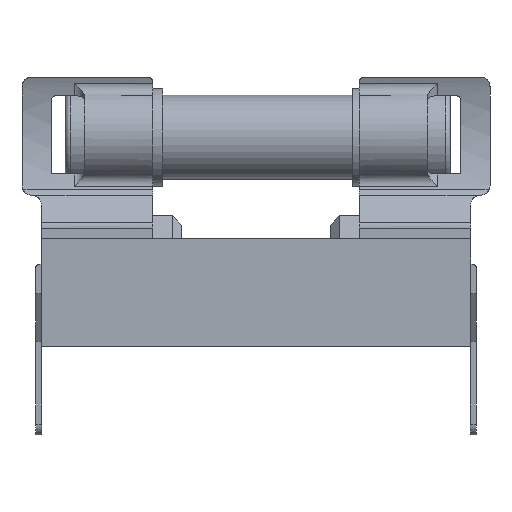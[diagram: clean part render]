
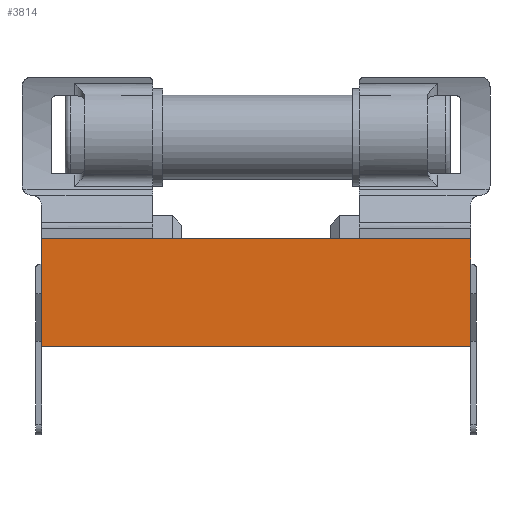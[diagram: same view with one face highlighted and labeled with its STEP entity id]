
A CAD part, front view. The second image highlights one B-rep face of the part: STEP entity #3814.
In plain terms, the highlighted planar face has unit normal (0, -1, 0).
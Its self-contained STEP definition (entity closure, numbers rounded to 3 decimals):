
#171=LINE('',#5593,#509);
#228=LINE('',#5708,#566);
#236=LINE('',#5723,#574);
#237=LINE('',#5724,#575);
#509=VECTOR('',#4449,10.);
#566=VECTOR('',#4546,10.);
#574=VECTOR('',#4556,10.);
#575=VECTOR('',#4557,10.);
#949=FACE_OUTER_BOUND('',#1160,.T.);
#1160=EDGE_LOOP('',(#2633,#2634,#2635,#2636));
#1516=VERTEX_POINT('',#5590);
#1517=VERTEX_POINT('',#5592);
#1554=VERTEX_POINT('',#5705);
#1555=VERTEX_POINT('',#5707);
#1912=EDGE_CURVE('',#1517,#1516,#171,.T.);
#1969=EDGE_CURVE('',#1554,#1555,#228,.T.);
#1977=EDGE_CURVE('',#1516,#1555,#236,.T.);
#1978=EDGE_CURVE('',#1517,#1554,#237,.T.);
#2633=ORIENTED_EDGE('',*,*,#1977,.T.);
#2634=ORIENTED_EDGE('',*,*,#1969,.F.);
#2635=ORIENTED_EDGE('',*,*,#1978,.F.);
#2636=ORIENTED_EDGE('',*,*,#1912,.T.);
#3698=PLANE('',#4061);
#3814=ADVANCED_FACE('',(#949),#3698,.F.);
#4061=AXIS2_PLACEMENT_3D('',#5722,#4554,#4555);
#4449=DIRECTION('',(0.,0.,-1.));
#4546=DIRECTION('',(0.,0.,-1.));
#4554=DIRECTION('center_axis',(0.,1.,0.));
#4555=DIRECTION('ref_axis',(0.,0.,-1.));
#4556=DIRECTION('',(1.,0.,0.));
#4557=DIRECTION('',(1.,0.,0.));
#5590=CARTESIAN_POINT('',(0.,0.,0.));
#5592=CARTESIAN_POINT('',(0.,0.,5.5));
#5593=CARTESIAN_POINT('',(0.,0.,5.5));
#5705=CARTESIAN_POINT('',(22.,0.,5.5));
#5707=CARTESIAN_POINT('',(22.,0.,0.));
#5708=CARTESIAN_POINT('',(22.,0.,5.5));
#5722=CARTESIAN_POINT('Origin',(22.,0.,5.5));
#5723=CARTESIAN_POINT('',(0.,0.,0.));
#5724=CARTESIAN_POINT('',(0.,0.,5.5));
